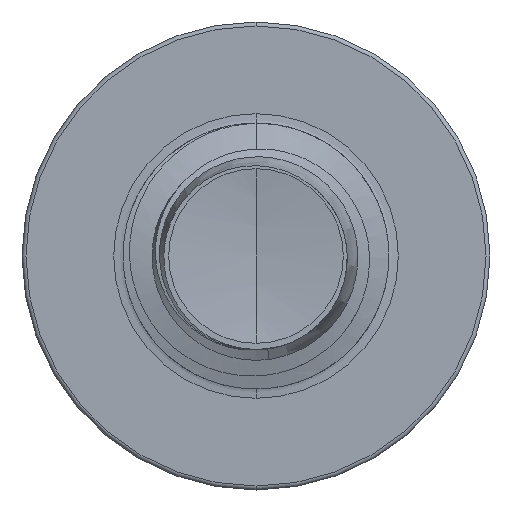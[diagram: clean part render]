
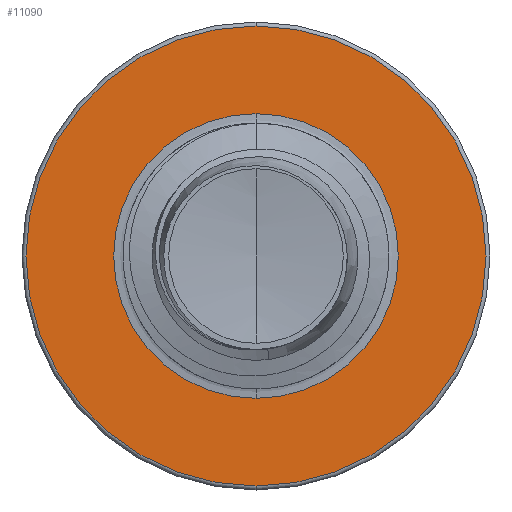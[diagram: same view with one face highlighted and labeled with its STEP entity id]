
A CAD part, front view. The second image highlights one B-rep face of the part: STEP entity #11090.
In plain terms, the highlighted planar face has unit normal (0, -1, 0).
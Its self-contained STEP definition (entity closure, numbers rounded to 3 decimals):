
#487 = EDGE_CURVE ( 'NONE', #3702, #9304, #14113, .T. ) ;
#1058 = EDGE_LOOP ( 'NONE', ( #3958, #12214 ) ) ;
#1723 = PLANE ( 'NONE',  #7790 ) ;
#1774 = VERTEX_POINT ( 'NONE', #8121 ) ;
#1793 = DIRECTION ( 'NONE',  ( 0., 0., 1. ) ) ;
#3606 = CIRCLE ( 'NONE', #10394, 2.677 ) ;
#3702 = VERTEX_POINT ( 'NONE', #9215 ) ;
#3958 = ORIENTED_EDGE ( 'NONE', *, *, #8539, .T. ) ;
#4060 = DIRECTION ( 'NONE',  ( 0., 1., 0. ) ) ;
#4235 = EDGE_CURVE ( 'NONE', #9304, #3702, #7504, .T. ) ;
#5970 = CARTESIAN_POINT ( 'NONE',  ( 0., 8.5, 0. ) ) ;
#6739 = FACE_BOUND ( 'NONE', #1058, .T. ) ;
#6880 = DIRECTION ( 'NONE',  ( 0., 0., 1. ) ) ;
#6896 = DIRECTION ( 'NONE',  ( 0., 1., 0. ) ) ;
#6903 = CARTESIAN_POINT ( 'NONE',  ( 0., 8.5, 0. ) ) ;
#7067 = AXIS2_PLACEMENT_3D ( 'NONE', #10536, #10517, #10493 ) ;
#7504 = CIRCLE ( 'NONE', #16714, 4.325 ) ;
#7534 = DIRECTION ( 'NONE',  ( 0., 0., 1. ) ) ;
#7634 = AXIS2_PLACEMENT_3D ( 'NONE', #5970, #16701, #7534 ) ;
#7790 = AXIS2_PLACEMENT_3D ( 'NONE', #7955, #11084, #1793 ) ;
#7955 = CARTESIAN_POINT ( 'NONE',  ( 0., 8.5, -2.677 ) ) ;
#7986 = EDGE_CURVE ( 'NONE', #1774, #14383, #13325, .T. ) ;
#8121 = CARTESIAN_POINT ( 'NONE',  ( 0., 8.5, -2.677 ) ) ;
#8539 = EDGE_CURVE ( 'NONE', #14383, #1774, #3606, .T. ) ;
#9215 = CARTESIAN_POINT ( 'NONE',  ( 0., 8.5, -4.325 ) ) ;
#9304 = VERTEX_POINT ( 'NONE', #19246 ) ;
#10394 = AXIS2_PLACEMENT_3D ( 'NONE', #13349, #4060, #14888 ) ;
#10493 = DIRECTION ( 'NONE',  ( 0., 0., 1. ) ) ;
#10517 = DIRECTION ( 'NONE',  ( 0., 1., 0. ) ) ;
#10536 = CARTESIAN_POINT ( 'NONE',  ( 0., 8.5, 0. ) ) ;
#11084 = DIRECTION ( 'NONE',  ( 0., 1., 0. ) ) ;
#11090 = ADVANCED_FACE ( 'NONE', ( #16367, #6739 ), #1723, .F. ) ;
#12214 = ORIENTED_EDGE ( 'NONE', *, *, #7986, .T. ) ;
#12693 = CARTESIAN_POINT ( 'NONE',  ( 0., 8.5, 2.677 ) ) ;
#13325 = CIRCLE ( 'NONE', #7634, 2.677 ) ;
#13349 = CARTESIAN_POINT ( 'NONE',  ( 0., 8.5, 0. ) ) ;
#14113 = CIRCLE ( 'NONE', #7067, 4.325 ) ;
#14383 = VERTEX_POINT ( 'NONE', #12693 ) ;
#14888 = DIRECTION ( 'NONE',  ( 0., 0., 1. ) ) ;
#15806 = ORIENTED_EDGE ( 'NONE', *, *, #4235, .F. ) ;
#16367 = FACE_OUTER_BOUND ( 'NONE', #17334, .T. ) ;
#16701 = DIRECTION ( 'NONE',  ( 0., 1., 0. ) ) ;
#16714 = AXIS2_PLACEMENT_3D ( 'NONE', #6903, #6896, #6880 ) ;
#17334 = EDGE_LOOP ( 'NONE', ( #15806, #19468 ) ) ;
#19246 = CARTESIAN_POINT ( 'NONE',  ( 0., 8.5, 4.325 ) ) ;
#19468 = ORIENTED_EDGE ( 'NONE', *, *, #487, .F. ) ;
